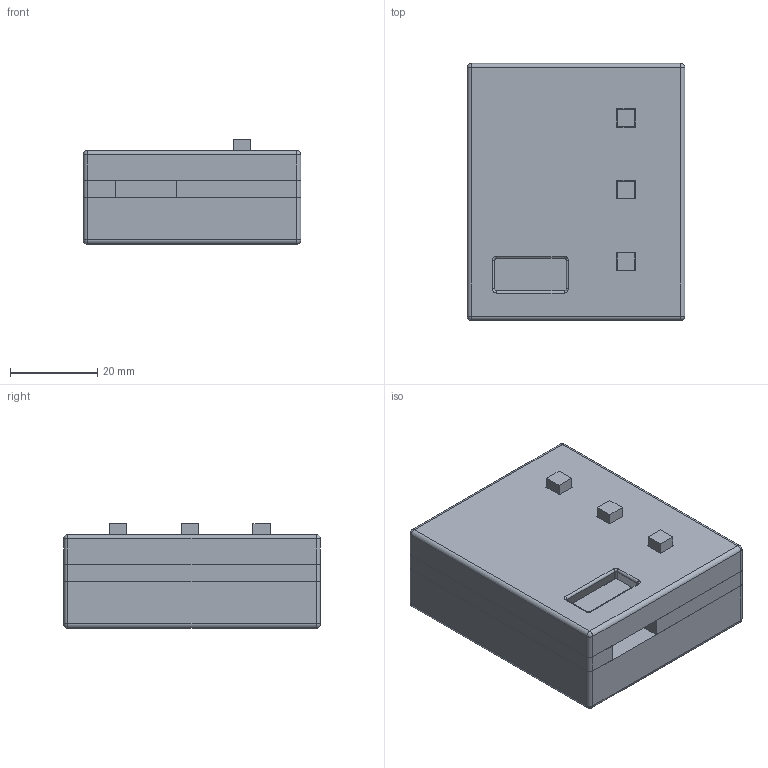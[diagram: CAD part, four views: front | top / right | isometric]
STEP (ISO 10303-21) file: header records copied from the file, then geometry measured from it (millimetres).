
FILE_DESCRIPTION(/* description */ ('STEP AP242 Edition 2','CAx-IF Rec.Pracs.---Representation and Presentation of Product Manufacturing Information (PMI)---4.0---2014-10-13','CAx-IF Rec.Pracs.---3D Tessellated Geometry---0.4---2014-09-14','2;1','CAx-IF Rec.Pracs.---User Defined Attributes---1.5---2016-08-15'),/* implementation_level */ '2;1');
FILE_NAME(/* name */ '6969d7ef5d937ab9fcf4ee2c',/* time_stamp */ '2026-01-16T06:17:21Z',/* author */ (''),/* organization */ (''),/* preprocessor_version */ 'ST-DEVELOPER v20',/* originating_system */ 'ONSHAPE BY PTC INC, 1.209',/* authorisation */ ' ');
FILE_SCHEMA (('AP242_MANAGED_MODEL_BASED_3D_ENGINEERING_MIM_LF { 1 0 10303 442 3 1 4 }'));
Length unit declared in the file: metre
Products named in the file (7): Assembly 1; Plunger; TAB; TOP_Ring; BOTTOM; BOT_Ring; TOP
Assembly tree (11 placements, depth 2):
  Assembly 1
    Plunger  x3
    TAB  x4
    TOP_Ring
    BOTTOM
    BOT_Ring
    TOP
Bounding box: 50 x 59 x 24 mm (x, y, z)
Volume: 32873.2 mm3; surface area: 22425.2 mm2
Topology: 11 solids, 11 shells, 248 faces, 604 edges, 372 vertices
Faces by surface type: plane 200, cylinder 32, sphere 8, bspline 8
Entity records: 6016 total; most frequent: CARTESIAN_POINT 1084, ORIENTED_EDGE 946, DIRECTION 931, EDGE_CURVE 473, LINE 401, VECTOR 401, VERTEX_POINT 298, AXIS2_PLACEMENT_3D 265
